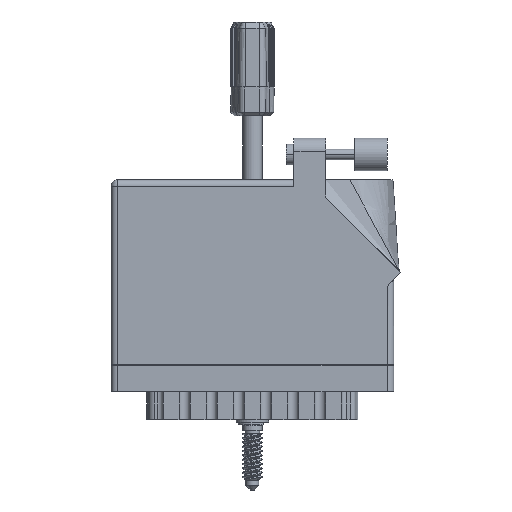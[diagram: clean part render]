
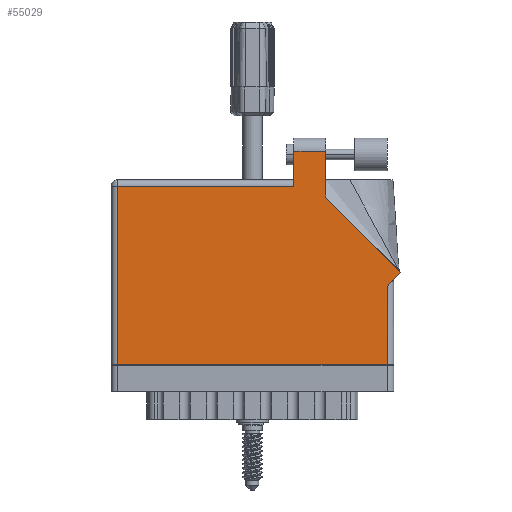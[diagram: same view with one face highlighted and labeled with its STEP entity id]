
A CAD part, front view. The second image highlights one B-rep face of the part: STEP entity #55029.
In plain terms, the highlighted face is planar.
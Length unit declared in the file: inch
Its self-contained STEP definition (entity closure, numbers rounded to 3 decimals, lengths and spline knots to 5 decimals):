
#711 = VERTEX_POINT ( 'NONE', #56591 ) ;
#2691 = LINE ( 'NONE', #80879, #48182 ) ;
#3037 = CARTESIAN_POINT ( 'NONE',  ( 2.656, 0.815, 0. ) ) ;
#3613 = EDGE_CURVE ( 'NONE', #711, #78534, #56332, .T. ) ;
#4109 = CARTESIAN_POINT ( 'NONE',  ( 1.758, 1.713, 0. ) ) ;
#4164 = DIRECTION ( 'NONE',  ( 0., -1., 0. ) ) ;
#5343 = VERTEX_POINT ( 'NONE', #41429 ) ;
#5365 = EDGE_CURVE ( 'NONE', #74077, #17226, #31676, .T. ) ;
#5942 = ORIENTED_EDGE ( 'NONE', *, *, #37646, .T. ) ;
#11604 = DIRECTION ( 'NONE',  ( -0.707, 0.707, 0. ) ) ;
#13050 = VERTEX_POINT ( 'NONE', #50459 ) ;
#14481 = DIRECTION ( 'NONE',  ( 0.707, 0.707, 0. ) ) ;
#15083 = CARTESIAN_POINT ( 'NONE',  ( 1.758, 1.775, 0. ) ) ;
#15091 = CARTESIAN_POINT ( 'NONE',  ( 0., 1.713, 0. ) ) ;
#17121 = VERTEX_POINT ( 'NONE', #40561 ) ;
#17226 = VERTEX_POINT ( 'NONE', #21009 ) ;
#18862 = LINE ( 'NONE', #56635, #51257 ) ;
#20301 = ORIENTED_EDGE ( 'NONE', *, *, #3613, .T. ) ;
#21009 = CARTESIAN_POINT ( 'NONE',  ( 0.062, 1.713, 0. ) ) ;
#21751 = EDGE_CURVE ( 'NONE', #66921, #13050, #70922, .T. ) ;
#21909 = DIRECTION ( 'NONE',  ( -1., 0., 0. ) ) ;
#23513 = CARTESIAN_POINT ( 'NONE',  ( 2.656, 0.753, 0. ) ) ;
#25628 = AXIS2_PLACEMENT_3D ( 'NONE', #73468, #27819, #73201 ) ;
#26287 = EDGE_CURVE ( 'NONE', #26854, #711, #55179, .T. ) ;
#26556 = DIRECTION ( 'NONE',  ( 0., -1., 0. ) ) ;
#26854 = VERTEX_POINT ( 'NONE', #72299 ) ;
#27046 = CARTESIAN_POINT ( 'NONE',  ( 0., 0., 0. ) ) ;
#27819 = DIRECTION ( 'NONE',  ( 0., 0., -1. ) ) ;
#30519 = VECTOR ( 'NONE', #26556, 39.37008 ) ;
#31676 = LINE ( 'NONE', #15091, #75330 ) ;
#31960 = ORIENTED_EDGE ( 'NONE', *, *, #50669, .T. ) ;
#34027 = DIRECTION ( 'NONE',  ( -1., 0., 0. ) ) ;
#34236 = ORIENTED_EDGE ( 'NONE', *, *, #67703, .T. ) ;
#35209 = CARTESIAN_POINT ( 'NONE',  ( 1.758, 2.05, 0. ) ) ;
#37646 = EDGE_CURVE ( 'NONE', #78534, #17121, #56074, .T. ) ;
#38122 = EDGE_CURVE ( 'NONE', #17121, #5343, #18862, .T. ) ;
#40561 = CARTESIAN_POINT ( 'NONE',  ( 2.78871, 0.88571, 0. ) ) ;
#41148 = DIRECTION ( 'NONE',  ( 0., 1., 0. ) ) ;
#41429 = CARTESIAN_POINT ( 'NONE',  ( 2.065, 1.60942, 0. ) ) ;
#41437 = CARTESIAN_POINT ( 'NONE',  ( 2.065, 1.60942, 0. ) ) ;
#43096 = VECTOR ( 'NONE', #72401, 39.37008 ) ;
#43146 = FACE_OUTER_BOUND ( 'NONE', #57298, .T. ) ;
#44693 = ORIENTED_EDGE ( 'NONE', *, *, #57540, .T. ) ;
#45036 = ORIENTED_EDGE ( 'NONE', *, *, #26287, .T. ) ;
#46805 = PLANE ( 'NONE',  #25628 ) ;
#48182 = VECTOR ( 'NONE', #4164, 39.37008 ) ;
#49015 = VECTOR ( 'NONE', #14481, 39.37008 ) ;
#50459 = CARTESIAN_POINT ( 'NONE',  ( 1.758, 2.05, 0. ) ) ;
#50669 = EDGE_CURVE ( 'NONE', #17226, #26854, #2691, .T. ) ;
#51257 = VECTOR ( 'NONE', #11604, 39.37008 ) ;
#53276 = CARTESIAN_POINT ( 'NONE',  ( 2.718, 0.815, 0. ) ) ;
#54856 = VECTOR ( 'NONE', #41148, 39.37008 ) ;
#55029 = ADVANCED_FACE ( 'NONE', ( #43146 ), #46805, .F. ) ;
#55179 = LINE ( 'NONE', #27046, #43096 ) ;
#55686 = VECTOR ( 'NONE', #21909, 39.37008 ) ;
#55877 = DIRECTION ( 'NONE',  ( 0., 1., 0. ) ) ;
#56074 = LINE ( 'NONE', #53276, #49015 ) ;
#56332 = LINE ( 'NONE', #3037, #57393 ) ;
#56591 = CARTESIAN_POINT ( 'NONE',  ( 2.656, 0., 0. ) ) ;
#56635 = CARTESIAN_POINT ( 'NONE',  ( 2.78871, 0.88571, 0. ) ) ;
#57298 = EDGE_LOOP ( 'NONE', ( #34236, #83940, #44693, #83857, #31960, #45036, #20301, #5942, #68501 ) ) ;
#57393 = VECTOR ( 'NONE', #55877, 39.37008 ) ;
#57540 = EDGE_CURVE ( 'NONE', #13050, #74077, #83299, .T. ) ;
#60934 = LINE ( 'NONE', #41437, #54856 ) ;
#66921 = VERTEX_POINT ( 'NONE', #71640 ) ;
#67703 = EDGE_CURVE ( 'NONE', #5343, #66921, #60934, .T. ) ;
#68501 = ORIENTED_EDGE ( 'NONE', *, *, #38122, .T. ) ;
#70922 = LINE ( 'NONE', #35209, #55686 ) ;
#71640 = CARTESIAN_POINT ( 'NONE',  ( 2.065, 2.05, 0. ) ) ;
#72299 = CARTESIAN_POINT ( 'NONE',  ( 0.062, 0., 0. ) ) ;
#72401 = DIRECTION ( 'NONE',  ( 1., 0., 0. ) ) ;
#73201 = DIRECTION ( 'NONE',  ( -1., 0., 0. ) ) ;
#73468 = CARTESIAN_POINT ( 'NONE',  ( 0., 1.775, 0. ) ) ;
#74077 = VERTEX_POINT ( 'NONE', #4109 ) ;
#75330 = VECTOR ( 'NONE', #34027, 39.37008 ) ;
#78534 = VERTEX_POINT ( 'NONE', #23513 ) ;
#80879 = CARTESIAN_POINT ( 'NONE',  ( 0.062, 0., 0. ) ) ;
#83299 = LINE ( 'NONE', #15083, #30519 ) ;
#83857 = ORIENTED_EDGE ( 'NONE', *, *, #5365, .T. ) ;
#83940 = ORIENTED_EDGE ( 'NONE', *, *, #21751, .T. ) ;
